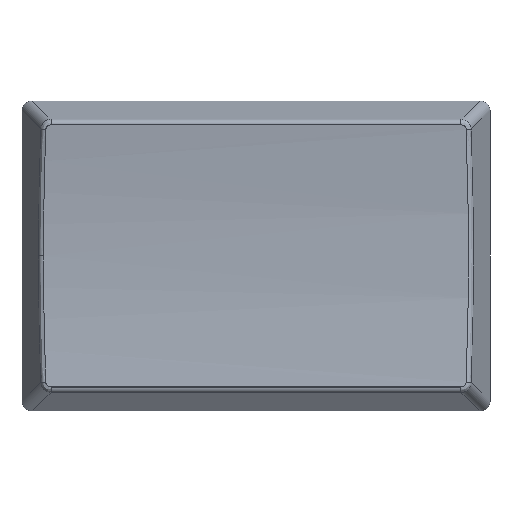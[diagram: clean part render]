
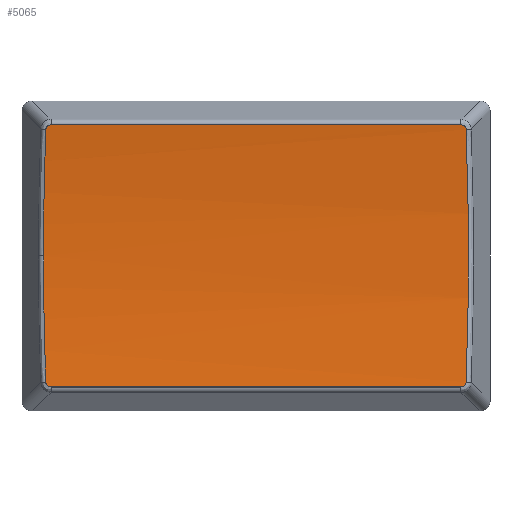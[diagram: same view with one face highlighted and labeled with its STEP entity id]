
A CAD part, top view. The second image highlights one B-rep face of the part: STEP entity #5065.
In plain terms, the highlighted cylindrical face has radius 133.452 mm (diameter 266.905 mm), a partial arc.
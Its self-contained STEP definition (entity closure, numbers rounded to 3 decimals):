
#4940=CARTESIAN_POINT('',(-154.258,95.725,139.952));
#4941=DIRECTION('',(-1.,0.,-0.));
#4942=DIRECTION('',(-0.,0.,1.));
#4943=AXIS2_PLACEMENT_3D('',#4940,#4941,#4942);
#4944=CYLINDRICAL_SURFACE('',#4943,133.452);
#4945=CARTESIAN_POINT('',(-205.679,111.518,7.438));
#4946=VERTEX_POINT('',#4945);
#4947=CARTESIAN_POINT('',(-206.297,110.948,7.371));
#4948=VERTEX_POINT('',#4947);
#4949=CARTESIAN_POINT('',(-205.679,111.518,7.438));
#4950=CARTESIAN_POINT('',(-205.757,111.518,7.438));
#4951=CARTESIAN_POINT('',(-205.834,111.504,7.436));
#4952=CARTESIAN_POINT('',(-205.908,111.477,7.433));
#4953=CARTESIAN_POINT('',(-205.981,111.45,7.43));
#4954=CARTESIAN_POINT('',(-206.048,111.41,7.425));
#4955=CARTESIAN_POINT('',(-206.106,111.358,7.419));
#4956=CARTESIAN_POINT('',(-206.135,111.331,7.416));
#4957=CARTESIAN_POINT('',(-206.161,111.303,7.412));
#4958=CARTESIAN_POINT('',(-206.183,111.272,7.409));
#4959=CARTESIAN_POINT('',(-206.206,111.241,7.405));
#4960=CARTESIAN_POINT('',(-206.227,111.207,7.401));
#4961=CARTESIAN_POINT('',(-206.243,111.172,7.397));
#4962=CARTESIAN_POINT('',(-206.275,111.102,7.389));
#4963=CARTESIAN_POINT('',(-206.294,111.026,7.38));
#4964=CARTESIAN_POINT('',(-206.297,110.948,7.371));
#4965=B_SPLINE_CURVE_WITH_KNOTS('',3,(#4949,#4950,#4951,#4952,#4953,#4954,#4955,#4956,#4957,#4958,#4959,#4960,#4961,#4962,#4963,#4964),.UNSPECIFIED.,.F.,.F.,(4,3,3,3,3,4),(0.,0.,0.,0.001,0.001,0.001),.UNSPECIFIED.);
#4966=EDGE_CURVE('',#4946,#4948,#4965,.T.);
#4967=ORIENTED_EDGE('',*,*,#4966,.T.);
#4968=CARTESIAN_POINT('',(-206.584,95.725,6.5));
#4969=VERTEX_POINT('',#4968);
#4970=CARTESIAN_POINT('',(-162.48,95.725,139.952));
#4971=DIRECTION('',(-0.949,0.,0.314));
#4972=DIRECTION('',(-0.314,0.,-0.949));
#4973=AXIS2_PLACEMENT_3D('',#4970,#4971,#4972);
#4974=ELLIPSE('',#4973,140.551,133.452);
#4975=EDGE_CURVE('',#4948,#4969,#4974,.T.);
#4976=ORIENTED_EDGE('',*,*,#4975,.T.);
#4977=CARTESIAN_POINT('',(-206.297,80.502,7.371));
#4978=VERTEX_POINT('',#4977);
#4979=CARTESIAN_POINT('',(-162.48,95.725,139.952));
#4980=DIRECTION('',(-0.949,0.,0.314));
#4981=DIRECTION('',(-0.314,0.,-0.949));
#4982=AXIS2_PLACEMENT_3D('',#4979,#4980,#4981);
#4983=ELLIPSE('',#4982,140.551,133.452);
#4984=EDGE_CURVE('',#4969,#4978,#4983,.T.);
#4985=ORIENTED_EDGE('',*,*,#4984,.T.);
#4986=CARTESIAN_POINT('',(-205.679,79.932,7.438));
#4987=VERTEX_POINT('',#4986);
#4988=CARTESIAN_POINT('',(-206.297,80.502,7.371));
#4989=CARTESIAN_POINT('',(-206.294,80.424,7.38));
#4990=CARTESIAN_POINT('',(-206.276,80.349,7.389));
#4991=CARTESIAN_POINT('',(-206.243,80.278,7.397));
#4992=CARTESIAN_POINT('',(-206.211,80.208,7.405));
#4993=CARTESIAN_POINT('',(-206.164,80.145,7.413));
#4994=CARTESIAN_POINT('',(-206.106,80.093,7.419));
#4995=CARTESIAN_POINT('',(-206.049,80.041,7.425));
#4996=CARTESIAN_POINT('',(-205.981,80.,7.43));
#4997=CARTESIAN_POINT('',(-205.908,79.973,7.433));
#4998=CARTESIAN_POINT('',(-205.835,79.946,7.436));
#4999=CARTESIAN_POINT('',(-205.757,79.932,7.438));
#5000=CARTESIAN_POINT('',(-205.679,79.932,7.438));
#5001=B_SPLINE_CURVE_WITH_KNOTS('',3,(#4988,#4989,#4990,#4991,#4992,#4993,#4994,#4995,#4996,#4997,#4998,#4999,#5000),.UNSPECIFIED.,.F.,.F.,(4,3,3,3,4),(-0.,0.,0.,0.001,0.001),.UNSPECIFIED.);
#5002=EDGE_CURVE('',#4978,#4987,#5001,.T.);
#5003=ORIENTED_EDGE('',*,*,#5002,.T.);
#5004=CARTESIAN_POINT('',(-156.271,79.932,7.438));
#5005=VERTEX_POINT('',#5004);
#5006=CARTESIAN_POINT('',(-205.679,79.932,7.438));
#5007=DIRECTION('',(1.,-0.,0.));
#5008=VECTOR('',#5007,49.407);
#5009=LINE('',#5006,#5008);
#5010=EDGE_CURVE('',#4987,#5005,#5009,.T.);
#5011=ORIENTED_EDGE('',*,*,#5010,.T.);
#5012=CARTESIAN_POINT('',(-155.653,80.502,7.371));
#5013=VERTEX_POINT('',#5012);
#5014=CARTESIAN_POINT('',(-156.271,79.932,7.438));
#5015=CARTESIAN_POINT('',(-156.193,79.932,7.438));
#5016=CARTESIAN_POINT('',(-156.115,79.946,7.436));
#5017=CARTESIAN_POINT('',(-156.042,79.973,7.433));
#5018=CARTESIAN_POINT('',(-155.969,80.,7.43));
#5019=CARTESIAN_POINT('',(-155.901,80.041,7.425));
#5020=CARTESIAN_POINT('',(-155.844,80.093,7.419));
#5021=CARTESIAN_POINT('',(-155.786,80.145,7.413));
#5022=CARTESIAN_POINT('',(-155.739,80.208,7.405));
#5023=CARTESIAN_POINT('',(-155.707,80.278,7.397));
#5024=CARTESIAN_POINT('',(-155.674,80.349,7.389));
#5025=CARTESIAN_POINT('',(-155.656,80.424,7.38));
#5026=CARTESIAN_POINT('',(-155.653,80.502,7.371));
#5027=B_SPLINE_CURVE_WITH_KNOTS('',3,(#5014,#5015,#5016,#5017,#5018,#5019,#5020,#5021,#5022,#5023,#5024,#5025,#5026),.UNSPECIFIED.,.F.,.F.,(4,3,3,3,4),(0.,0.,0.,0.001,0.001),.UNSPECIFIED.);
#5028=EDGE_CURVE('',#5005,#5013,#5027,.T.);
#5029=ORIENTED_EDGE('',*,*,#5028,.T.);
#5030=CARTESIAN_POINT('',(-155.653,110.948,7.371));
#5031=VERTEX_POINT('',#5030);
#5032=CARTESIAN_POINT('',(-199.47,95.725,139.952));
#5033=DIRECTION('',(0.949,0.,0.314));
#5034=DIRECTION('',(-0.314,0.,0.949));
#5035=AXIS2_PLACEMENT_3D('',#5032,#5033,#5034);
#5036=ELLIPSE('',#5035,140.551,133.452);
#5037=EDGE_CURVE('',#5013,#5031,#5036,.T.);
#5038=ORIENTED_EDGE('',*,*,#5037,.T.);
#5039=CARTESIAN_POINT('',(-156.271,111.518,7.438));
#5040=VERTEX_POINT('',#5039);
#5041=CARTESIAN_POINT('',(-155.653,110.948,7.371));
#5042=CARTESIAN_POINT('',(-155.656,111.026,7.38));
#5043=CARTESIAN_POINT('',(-155.674,111.101,7.389));
#5044=CARTESIAN_POINT('',(-155.707,111.172,7.397));
#5045=CARTESIAN_POINT('',(-155.739,111.242,7.405));
#5046=CARTESIAN_POINT('',(-155.786,111.305,7.413));
#5047=CARTESIAN_POINT('',(-155.844,111.357,7.419));
#5048=CARTESIAN_POINT('',(-155.901,111.409,7.425));
#5049=CARTESIAN_POINT('',(-155.969,111.45,7.43));
#5050=CARTESIAN_POINT('',(-156.042,111.477,7.433));
#5051=CARTESIAN_POINT('',(-156.115,111.504,7.436));
#5052=CARTESIAN_POINT('',(-156.193,111.518,7.438));
#5053=CARTESIAN_POINT('',(-156.271,111.518,7.438));
#5054=B_SPLINE_CURVE_WITH_KNOTS('',3,(#5041,#5042,#5043,#5044,#5045,#5046,#5047,#5048,#5049,#5050,#5051,#5052,#5053),.UNSPECIFIED.,.F.,.F.,(4,3,3,3,4),(-0.,0.,0.,0.001,0.001),.UNSPECIFIED.);
#5055=EDGE_CURVE('',#5031,#5040,#5054,.T.);
#5056=ORIENTED_EDGE('',*,*,#5055,.T.);
#5057=CARTESIAN_POINT('',(-156.271,111.518,7.438));
#5058=DIRECTION('',(-1.,0.,-0.));
#5059=VECTOR('',#5058,49.407);
#5060=LINE('',#5057,#5059);
#5061=EDGE_CURVE('',#5040,#4946,#5060,.T.);
#5062=ORIENTED_EDGE('',*,*,#5061,.T.);
#5063=EDGE_LOOP('',(#4967,#4976,#4985,#5003,#5011,#5029,#5038,#5056,#5062));
#5064=FACE_BOUND('',#5063,.T.);
#5065=ADVANCED_FACE('',(#5064),#4944,.F.);
